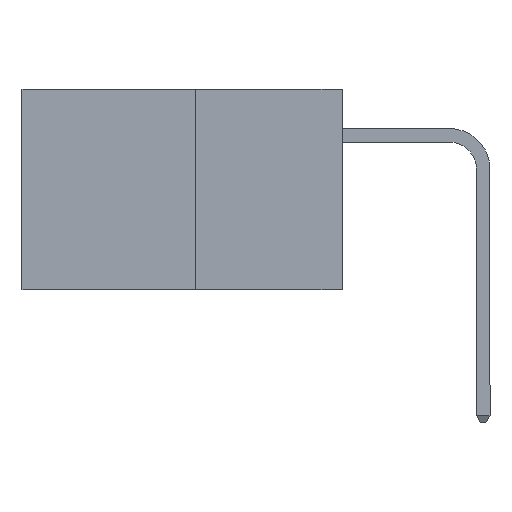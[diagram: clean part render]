
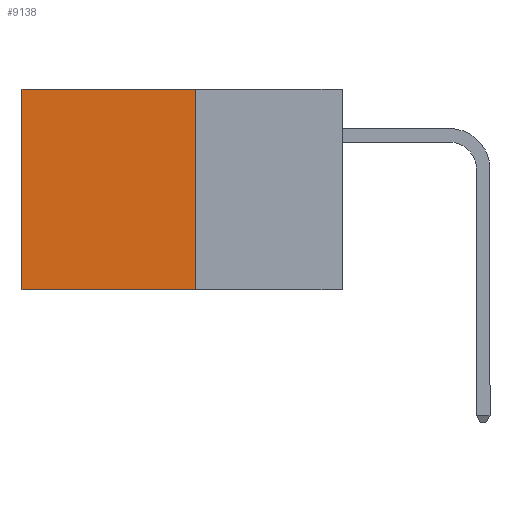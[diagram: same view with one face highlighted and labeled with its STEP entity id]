
A CAD part, left-side view. The second image highlights one B-rep face of the part: STEP entity #9138.
In plain terms, the highlighted planar face has unit normal (-1, 0, 0).
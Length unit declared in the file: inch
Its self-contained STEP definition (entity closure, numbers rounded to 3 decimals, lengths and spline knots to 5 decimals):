
#445 = DIRECTION ( 'NONE',  ( 0., 0., -1. ) ) ;
#855 = FACE_OUTER_BOUND ( 'NONE', #916, .T. ) ;
#916 = EDGE_LOOP ( 'NONE', ( #1702, #3028, #2028, #3640 ) ) ;
#1019 = VERTEX_POINT ( 'NONE', #7818 ) ;
#1212 = CARTESIAN_POINT ( 'NONE',  ( 0.277, 0.27, -0.37 ) ) ;
#1244 = AXIS2_PLACEMENT_3D ( 'NONE', #9677, #5172, #445 ) ;
#1702 = ORIENTED_EDGE ( 'NONE', *, *, #9726, .T. ) ;
#1973 = DIRECTION ( 'NONE',  ( 0., 0., -1. ) ) ;
#2028 = ORIENTED_EDGE ( 'NONE', *, *, #8098, .F. ) ;
#2086 = EDGE_CURVE ( 'NONE', #1019, #2421, #6989, .T. ) ;
#2421 = VERTEX_POINT ( 'NONE', #4801 ) ;
#2634 = EDGE_CURVE ( 'NONE', #8467, #7177, #6283, .T. ) ;
#3028 = ORIENTED_EDGE ( 'NONE', *, *, #2634, .F. ) ;
#3640 = ORIENTED_EDGE ( 'NONE', *, *, #2086, .T. ) ;
#4391 = PLANE ( 'NONE',  #1244 ) ;
#4500 = VECTOR ( 'NONE', #7936, 39.37008 ) ;
#4774 = DIRECTION ( 'NONE',  ( 0., 1., 0. ) ) ;
#4801 = CARTESIAN_POINT ( 'NONE',  ( 0.277, 0.59, 0. ) ) ;
#4928 = CARTESIAN_POINT ( 'NONE',  ( 0.277, 0.27, 0. ) ) ;
#4987 = VECTOR ( 'NONE', #4774, 39.37008 ) ;
#5053 = CARTESIAN_POINT ( 'NONE',  ( 0.277, 0.59, -0.37 ) ) ;
#5172 = DIRECTION ( 'NONE',  ( 1., 0., 0. ) ) ;
#5173 = VECTOR ( 'NONE', #1973, 39.37008 ) ;
#6191 = CARTESIAN_POINT ( 'NONE',  ( 0.277, 0.59, -0.37 ) ) ;
#6283 = LINE ( 'NONE', #7998, #4500 ) ;
#6956 = DIRECTION ( 'NONE',  ( 0., 0., -1. ) ) ;
#6989 = LINE ( 'NONE', #4928, #4987 ) ;
#7147 = LINE ( 'NONE', #5053, #5173 ) ;
#7177 = VERTEX_POINT ( 'NONE', #6191 ) ;
#7304 = VECTOR ( 'NONE', #6956, 39.37008 ) ;
#7715 = CARTESIAN_POINT ( 'NONE',  ( 0.277, 0.27, -0.37 ) ) ;
#7818 = CARTESIAN_POINT ( 'NONE',  ( 0.277, 0.27, 0. ) ) ;
#7936 = DIRECTION ( 'NONE',  ( 0., 1., 0. ) ) ;
#7998 = CARTESIAN_POINT ( 'NONE',  ( 0.277, 0.27, -0.37 ) ) ;
#8098 = EDGE_CURVE ( 'NONE', #1019, #8467, #9552, .T. ) ;
#8467 = VERTEX_POINT ( 'NONE', #1212 ) ;
#9138 = ADVANCED_FACE ( 'NONE', ( #855 ), #4391, .F. ) ;
#9552 = LINE ( 'NONE', #7715, #7304 ) ;
#9677 = CARTESIAN_POINT ( 'NONE',  ( 0.277, 0.27, -0.37 ) ) ;
#9726 = EDGE_CURVE ( 'NONE', #2421, #7177, #7147, .T. ) ;
